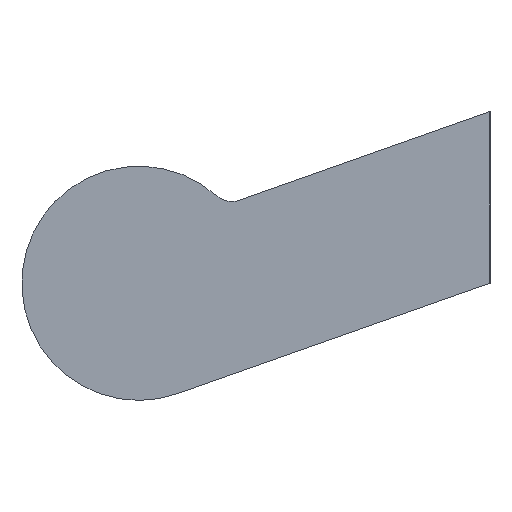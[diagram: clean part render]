
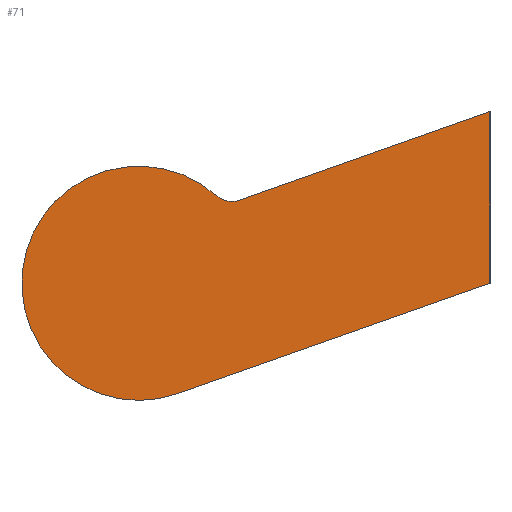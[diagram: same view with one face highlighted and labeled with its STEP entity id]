
A CAD part, left-side view. The second image highlights one B-rep face of the part: STEP entity #71.
In plain terms, the highlighted planar face has unit normal (-1, 0, 0).
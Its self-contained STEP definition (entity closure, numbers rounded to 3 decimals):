
#71 = ADVANCED_FACE( '', ( #147 ), #148, .F. );
#147 = FACE_OUTER_BOUND( '', #220, .T. );
#148 = PLANE( '', #221 );
#220 = EDGE_LOOP( '', ( #345, #346, #347, #348, #349 ) );
#221 = AXIS2_PLACEMENT_3D( '', #350, #351, #352 );
#345 = ORIENTED_EDGE( '', *, *, #393, .F. );
#346 = ORIENTED_EDGE( '', *, *, #437, .T. );
#347 = ORIENTED_EDGE( '', *, *, #432, .F. );
#348 = ORIENTED_EDGE( '', *, *, #400, .F. );
#349 = ORIENTED_EDGE( '', *, *, #438, .F. );
#350 = CARTESIAN_POINT( '', ( -207.5, 45., 0. ) );
#351 = DIRECTION( '', ( 1., 0., 0. ) );
#352 = DIRECTION( '', ( 0., 0., -1. ) );
#393 = EDGE_CURVE( '', #453, #455, #456, .T. );
#400 = EDGE_CURVE( '', #465, #467, #468, .T. );
#432 = EDGE_CURVE( '', #467, #511, #512, .T. );
#437 = EDGE_CURVE( '', #453, #511, #518, .T. );
#438 = EDGE_CURVE( '', #455, #465, #519, .T. );
#453 = VERTEX_POINT( '', #535 );
#455 = VERTEX_POINT( '', #538 );
#456 = LINE( '', #539, #540 );
#465 = VERTEX_POINT( '', #551 );
#467 = VERTEX_POINT( '', #554 );
#468 = LINE( '', #555, #556 );
#511 = VERTEX_POINT( '', #611 );
#512 = CIRCLE( '', #612, 15. );
#518 = CIRCLE( '', #619, 3. );
#519 = LINE( '', #620, #621 );
#535 = CARTESIAN_POINT( '', ( -207.5, 32.079, 10.658 ) );
#538 = CARTESIAN_POINT( '', ( -207.5, 0., 22. ) );
#539 = CARTESIAN_POINT( '', ( -207.5, 32.079, 10.658 ) );
#540 = VECTOR( '', #636, 1000. );
#551 = CARTESIAN_POINT( '', ( -207.5, 0., 0. ) );
#554 = CARTESIAN_POINT( '', ( -207.5, 40., -14.142 ) );
#555 = CARTESIAN_POINT( '', ( -207.5, 0., 0. ) );
#556 = VECTOR( '', #643, 1000. );
#611 = CARTESIAN_POINT( '', ( -207.5, 35.066, 11.239 ) );
#612 = AXIS2_PLACEMENT_3D( '', #680, #681, #682 );
#619 = AXIS2_PLACEMENT_3D( '', #687, #688, #689 );
#620 = CARTESIAN_POINT( '', ( -207.5, 0., 22. ) );
#621 = VECTOR( '', #690, 1000. );
#636 = DIRECTION( '', ( 0., -0.943, 0.333 ) );
#643 = DIRECTION( '', ( 0., 0.943, -0.333 ) );
#680 = CARTESIAN_POINT( '', ( -207.5, 45., 0. ) );
#681 = DIRECTION( '', ( 1., 0., 0. ) );
#682 = DIRECTION( '', ( 0., 0., -1. ) );
#687 = CARTESIAN_POINT( '', ( -207.5, 33.079, 13.487 ) );
#688 = DIRECTION( '', ( 1., 0., 0. ) );
#689 = DIRECTION( '', ( 0., 0., -1. ) );
#690 = DIRECTION( '', ( 0., 0., -1. ) );
